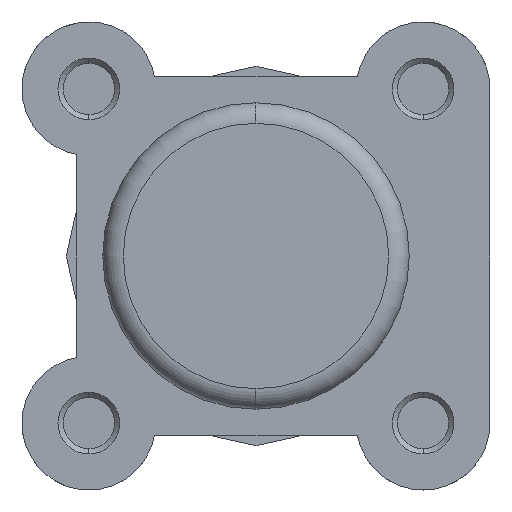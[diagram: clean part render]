
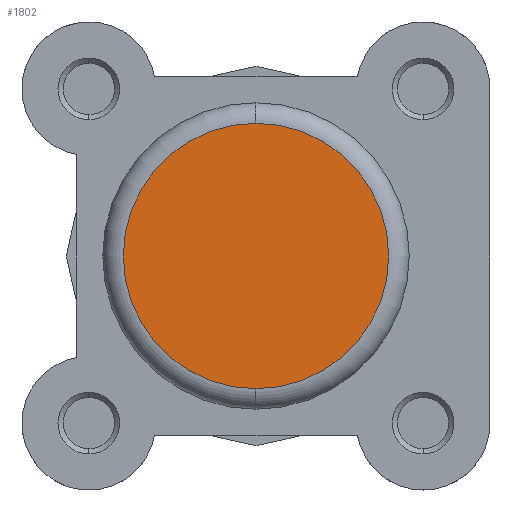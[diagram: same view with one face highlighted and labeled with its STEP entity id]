
A CAD part, left-side view. The second image highlights one B-rep face of the part: STEP entity #1802.
In plain terms, the highlighted planar face has unit normal (-1, 0, 0).
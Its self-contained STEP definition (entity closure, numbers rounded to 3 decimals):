
#165 = VERTEX_POINT ( 'NONE', #430 ) ;
#166 = VERTEX_POINT ( 'NONE', #431 ) ;
#430 = CARTESIAN_POINT ( 'NONE',  ( 0., 0., 12.9 ) ) ;
#431 = CARTESIAN_POINT ( 'NONE',  ( 0., 0., -12.9 ) ) ;
#1106 = CARTESIAN_POINT ( 'NONE',  ( 0., 0., 0. ) ) ;
#1107 = PLANE ( 'NONE',  #3625 ) ;
#1109 = DIRECTION ( 'NONE',  ( 1., 0., 0. ) ) ;
#1110 = DIRECTION ( 'NONE',  ( 0., 0., -1. ) ) ;
#1473 = EDGE_LOOP ( 'NONE', ( #5720, #5751 ) ) ;
#1802 = ADVANCED_FACE ( 'NONE', ( #4734 ), #1107, .F. ) ;
#2037 = CARTESIAN_POINT ( 'NONE',  ( 0., 0., 0. ) ) ;
#2038 = DIRECTION ( 'NONE',  ( -1., 0., 0. ) ) ;
#2039 = DIRECTION ( 'NONE',  ( 0., 0., -1. ) ) ;
#2149 = CARTESIAN_POINT ( 'NONE',  ( 0., 0., 0. ) ) ;
#2151 = DIRECTION ( 'NONE',  ( -1., 0., 0. ) ) ;
#2152 = DIRECTION ( 'NONE',  ( 0., 0., -1. ) ) ;
#3080 = EDGE_CURVE ( 'NONE', #166, #165, #4905, .T. ) ;
#3123 = EDGE_CURVE ( 'NONE', #165, #166, #4966, .T. ) ;
#3625 = AXIS2_PLACEMENT_3D ( 'NONE', #1106, #1109, #1110 ) ;
#3703 = AXIS2_PLACEMENT_3D ( 'NONE', #2037, #2038, #2039 ) ;
#3725 = AXIS2_PLACEMENT_3D ( 'NONE', #2149, #2151, #2152 ) ;
#4734 = FACE_OUTER_BOUND ( 'NONE', #1473, .T. ) ;
#4905 = CIRCLE ( 'NONE', #3703, 12.9 ) ;
#4966 = CIRCLE ( 'NONE', #3725, 12.9 ) ;
#5720 = ORIENTED_EDGE ( 'NONE', *, *, #3080, .T. ) ;
#5751 = ORIENTED_EDGE ( 'NONE', *, *, #3123, .T. ) ;
